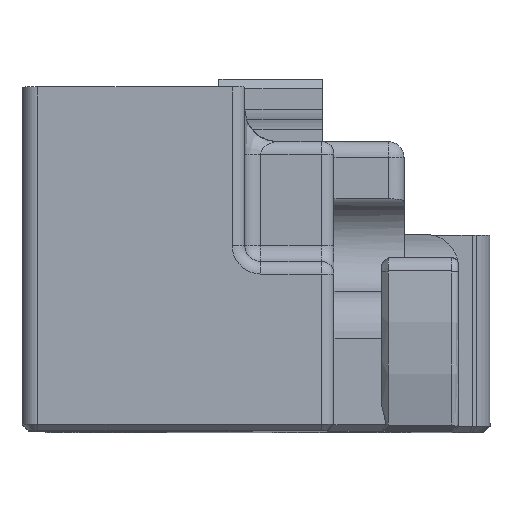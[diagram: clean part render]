
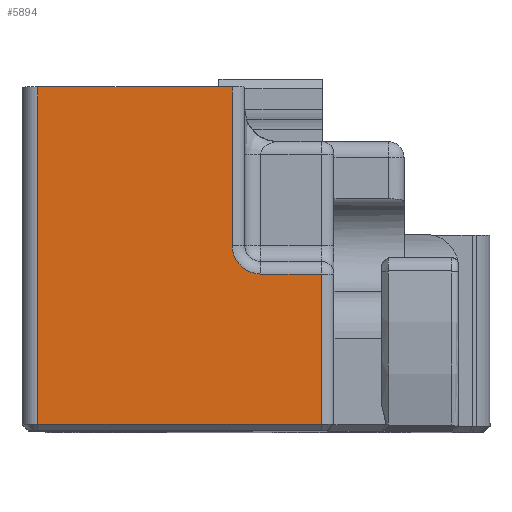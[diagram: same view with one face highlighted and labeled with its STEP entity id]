
A CAD part, top view. The second image highlights one B-rep face of the part: STEP entity #5894.
In plain terms, the highlighted planar face has unit normal (0, 0, 1).
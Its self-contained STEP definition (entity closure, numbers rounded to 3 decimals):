
#506=PLANE('',#6383);
#829=FACE_OUTER_BOUND('',#1158,.T.);
#1158=EDGE_LOOP('',(#5292,#5293,#5294,#5295,#5296,#5297,#5298));
#1324=LINE('',#8564,#1895);
#1730=LINE('',#10193,#2301);
#1731=LINE('',#10198,#2302);
#1733=LINE('',#10207,#2304);
#1734=LINE('',#10209,#2305);
#1735=LINE('',#10211,#2306);
#1895=VECTOR('',#6707,10.);
#2301=VECTOR('',#7785,10.);
#2302=VECTOR('',#7792,10.);
#2304=VECTOR('',#7802,10.);
#2305=VECTOR('',#7803,10.);
#2306=VECTOR('',#7804,10.);
#2523=CIRCLE('',#6384,1.8);
#2675=VERTEX_POINT('',#8562);
#2676=VERTEX_POINT('',#8563);
#3031=VERTEX_POINT('',#10192);
#3032=VERTEX_POINT('',#10196);
#3035=VERTEX_POINT('',#10206);
#3036=VERTEX_POINT('',#10208);
#3037=VERTEX_POINT('',#10210);
#3228=EDGE_CURVE('',#2675,#2676,#1324,.T.);
#3801=EDGE_CURVE('',#2675,#3031,#1730,.T.);
#3804=EDGE_CURVE('',#3032,#2676,#1731,.T.);
#3808=EDGE_CURVE('',#3035,#3032,#1733,.T.);
#3809=EDGE_CURVE('',#3036,#3035,#1734,.T.);
#3810=EDGE_CURVE('',#3037,#3036,#1735,.T.);
#3811=EDGE_CURVE('',#3031,#3037,#2523,.T.);
#5292=ORIENTED_EDGE('',*,*,#3808,.F.);
#5293=ORIENTED_EDGE('',*,*,#3809,.F.);
#5294=ORIENTED_EDGE('',*,*,#3810,.F.);
#5295=ORIENTED_EDGE('',*,*,#3811,.F.);
#5296=ORIENTED_EDGE('',*,*,#3801,.F.);
#5297=ORIENTED_EDGE('',*,*,#3228,.T.);
#5298=ORIENTED_EDGE('',*,*,#3804,.F.);
#5894=ADVANCED_FACE('',(#829),#506,.F.);
#6383=AXIS2_PLACEMENT_3D('',#10205,#7800,#7801);
#6384=AXIS2_PLACEMENT_3D('',#10212,#7805,#7806);
#6707=DIRECTION('',(-1.,0.,0.));
#7785=DIRECTION('',(0.,-1.,0.));
#7792=DIRECTION('',(0.,1.,0.));
#7800=DIRECTION('center_axis',(0.,0.,
-1.));
#7801=DIRECTION('ref_axis',(-1.,0.,0.));
#7802=DIRECTION('',(-1.,0.,0.));
#7803=DIRECTION('',(0.,-1.,0.));
#7804=DIRECTION('',(1.,0.,0.));
#7805=DIRECTION('center_axis',(0.,0.,
1.));
#7806=DIRECTION('ref_axis',(-0.707,-0.707,0.));
#8562=CARTESIAN_POINT('',(-9.651,6.719,34.376));
#8563=CARTESIAN_POINT('',(-21.851,6.719,34.376));
#8564=CARTESIAN_POINT('',(-6.701,6.719,34.376));
#10192=CARTESIAN_POINT('',(-9.651,-3.231,34.376));
#10193=CARTESIAN_POINT('',(-9.651,8.019,34.376));
#10196=CARTESIAN_POINT('',(-21.851,-14.481,34.376));
#10198=CARTESIAN_POINT('',(-21.851,-3.281,34.376));
#10205=CARTESIAN_POINT('Origin',(-3.751,-13.281,34.376));
#10206=CARTESIAN_POINT('',(-4.051,-14.481,34.376));
#10207=CARTESIAN_POINT('',(-1.051,-14.481,34.376));
#10208=CARTESIAN_POINT('',(-4.051,-5.031,34.376));
#10209=CARTESIAN_POINT('',(-4.051,1.619,34.376));
#10210=CARTESIAN_POINT('',(-7.851,-5.031,34.376));
#10211=CARTESIAN_POINT('',(-6.201,-5.031,34.376));
#10212=CARTESIAN_POINT('Origin',(-7.851,-3.231,34.376));
